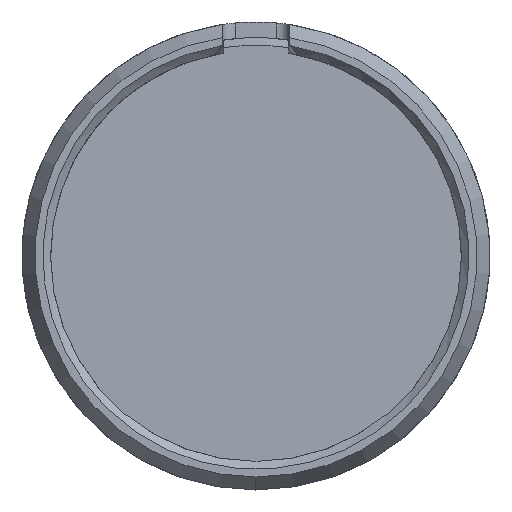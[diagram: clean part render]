
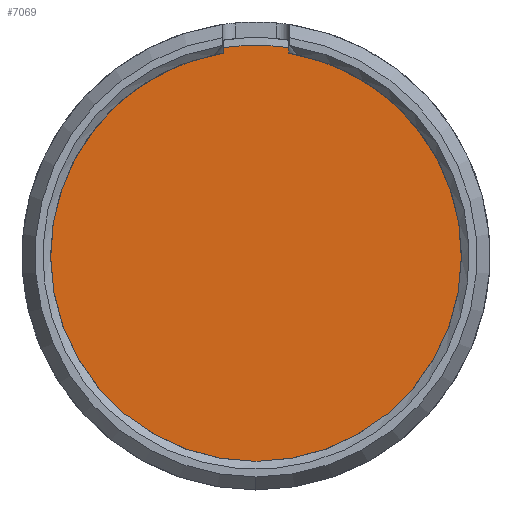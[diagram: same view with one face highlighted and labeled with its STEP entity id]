
A CAD part, left-side view. The second image highlights one B-rep face of the part: STEP entity #7069.
In plain terms, the highlighted planar face has unit normal (-1, 0, 0).
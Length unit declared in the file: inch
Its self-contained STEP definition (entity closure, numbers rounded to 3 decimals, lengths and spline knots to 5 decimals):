
#198 = CIRCLE ( 'NONE', #7987, 0.31102 ) ;
#300 = CARTESIAN_POINT ( 'NONE',  ( 0.00787, 0.31102, 0. ) ) ;
#548 = LINE ( 'NONE', #5032, #5572 ) ;
#742 = ORIENTED_EDGE ( 'NONE', *, *, #5449, .T. ) ;
#863 = CARTESIAN_POINT ( 'NONE',  ( 0.00787, 0.31102, 0. ) ) ;
#913 = ORIENTED_EDGE ( 'NONE', *, *, #4414, .T. ) ;
#982 = DIRECTION ( 'NONE',  ( -1., 0., 0. ) ) ;
#1436 = CARTESIAN_POINT ( 'NONE',  ( 0.00787, -0.04921, 0.30711 ) ) ;
#1675 = LINE ( 'NONE', #3631, #7243 ) ;
#2089 = DIRECTION ( 'NONE',  ( 0., 0., 1. ) ) ;
#2121 = VERTEX_POINT ( 'NONE', #4034 ) ;
#2282 = VERTEX_POINT ( 'NONE', #2953 ) ;
#2397 = AXIS2_PLACEMENT_3D ( 'NONE', #300, #3429, #4013 ) ;
#2424 = AXIS2_PLACEMENT_3D ( 'NONE', #4164, #4758, #6715 ) ;
#2435 = CIRCLE ( 'NONE', #7756, 0.31102 ) ;
#2559 = CIRCLE ( 'NONE', #2998, 0.31102 ) ;
#2953 = CARTESIAN_POINT ( 'NONE',  ( 0.00787, -0.04921, 0.31553 ) ) ;
#2998 = AXIS2_PLACEMENT_3D ( 'NONE', #5608, #7387, #4223 ) ;
#3268 = EDGE_CURVE ( 'NONE', #7889, #2282, #548, .T. ) ;
#3429 = DIRECTION ( 'NONE',  ( -1., 0., 0. ) ) ;
#3631 = CARTESIAN_POINT ( 'NONE',  ( 0.00787, 0.04921, 0. ) ) ;
#3845 = VERTEX_POINT ( 'NONE', #8097 ) ;
#3969 = EDGE_LOOP ( 'NONE', ( #5957, #6949, #5294, #4684, #742, #913 ) ) ;
#3984 = VERTEX_POINT ( 'NONE', #6264 ) ;
#4013 = DIRECTION ( 'NONE',  ( 0., 1., 0. ) ) ;
#4034 = CARTESIAN_POINT ( 'NONE',  ( 0.00787, 0.04921, 0.30711 ) ) ;
#4041 = CARTESIAN_POINT ( 'NONE',  ( 0.00787, 0., 0. ) ) ;
#4061 = DIRECTION ( 'NONE',  ( 0., -1., 0. ) ) ;
#4164 = CARTESIAN_POINT ( 'NONE',  ( 0.00787, 0., 0. ) ) ;
#4223 = DIRECTION ( 'NONE',  ( 0., -1., 0. ) ) ;
#4224 = EDGE_CURVE ( 'NONE', #6331, #3984, #198, .T. ) ;
#4414 = EDGE_CURVE ( 'NONE', #3845, #2121, #1675, .T. ) ;
#4684 = ORIENTED_EDGE ( 'NONE', *, *, #3268, .T. ) ;
#4758 = DIRECTION ( 'NONE',  ( -1., 0., 0. ) ) ;
#5032 = CARTESIAN_POINT ( 'NONE',  ( 0.00787, -0.04921, 0. ) ) ;
#5294 = ORIENTED_EDGE ( 'NONE', *, *, #5609, .T. ) ;
#5434 = FACE_OUTER_BOUND ( 'NONE', #3969, .T. ) ;
#5449 = EDGE_CURVE ( 'NONE', #2282, #3845, #7557, .T. ) ;
#5572 = VECTOR ( 'NONE', #2089, 39.37008 ) ;
#5575 = DIRECTION ( 'NONE',  ( 0., 0., -1. ) ) ;
#5608 = CARTESIAN_POINT ( 'NONE',  ( 0.00787, 0., 0. ) ) ;
#5609 = EDGE_CURVE ( 'NONE', #3984, #7889, #2559, .T. ) ;
#5947 = DIRECTION ( 'NONE',  ( -1., 0., 0. ) ) ;
#5957 = ORIENTED_EDGE ( 'NONE', *, *, #6358, .T. ) ;
#6264 = CARTESIAN_POINT ( 'NONE',  ( 0.00787, -0.31102, 0. ) ) ;
#6331 = VERTEX_POINT ( 'NONE', #863 ) ;
#6358 = EDGE_CURVE ( 'NONE', #2121, #6331, #2435, .T. ) ;
#6647 = DIRECTION ( 'NONE',  ( 0., -1., 0. ) ) ;
#6715 = DIRECTION ( 'NONE',  ( 0., -1., 0. ) ) ;
#6949 = ORIENTED_EDGE ( 'NONE', *, *, #4224, .T. ) ;
#6999 = PLANE ( 'NONE',  #2397 ) ;
#7069 = ADVANCED_FACE ( 'NONE', ( #5434 ), #6999, .T. ) ;
#7243 = VECTOR ( 'NONE', #5575, 39.37008 ) ;
#7387 = DIRECTION ( 'NONE',  ( -1., 0., 0. ) ) ;
#7557 = CIRCLE ( 'NONE', #2424, 0.31934 ) ;
#7756 = AXIS2_PLACEMENT_3D ( 'NONE', #7816, #5947, #4061 ) ;
#7816 = CARTESIAN_POINT ( 'NONE',  ( 0.00787, 0., 0. ) ) ;
#7889 = VERTEX_POINT ( 'NONE', #1436 ) ;
#7987 = AXIS2_PLACEMENT_3D ( 'NONE', #4041, #982, #6647 ) ;
#8097 = CARTESIAN_POINT ( 'NONE',  ( 0.00787, 0.04921, 0.31553 ) ) ;
